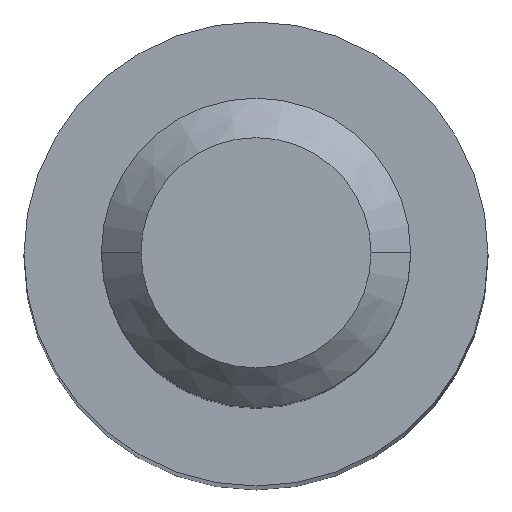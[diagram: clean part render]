
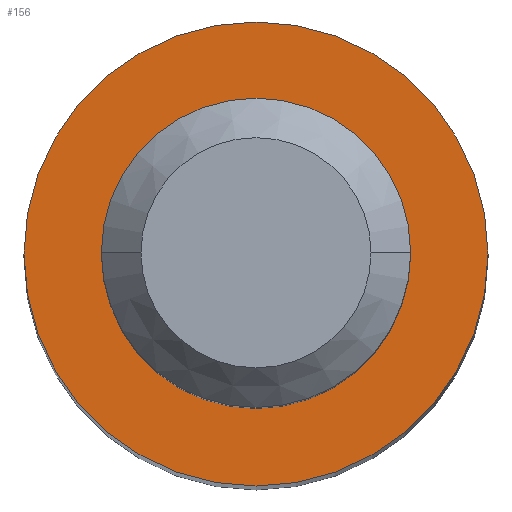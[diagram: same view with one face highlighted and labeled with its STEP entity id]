
A CAD part, top view. The second image highlights one B-rep face of the part: STEP entity #156.
In plain terms, the highlighted planar face has unit normal (0, 0, 1).
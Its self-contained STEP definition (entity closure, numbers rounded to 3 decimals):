
#77=CARTESIAN_POINT('POINT5',(4.763,0.,0.
   ));
#78=VERTEX_POINT('VERTEX5',#77);
#79=CARTESIAN_POINT('POINT6',(-4.763,0.,
   0.));
#80=VERTEX_POINT('VERTEX6',#79);
#81=CARTESIAN_POINT('POS10',(0.,
   0.,0.));
#82=DIRECTION('DIR17',(0.,0.,-1.));
#83=DIRECTION('DIR18',(1.,0.,0.));
#84=AXIS2_PLACEMENT_3D('AXIS8',#81,#82,#83);
#85=CIRCLE('ELLIPSE5',#84,4.763);
#86=EDGE_CURVE('EDGE7',#78,#80,#85,.T.);
#111=CARTESIAN_POINT('POS14',(0.,
   0.,0.));
#112=DIRECTION('DIR23',(0.,0.,1.));
#113=DIRECTION('DIR24',(1.,0.,0.));
#114=AXIS2_PLACEMENT_3D('AXIS10',#111,#112,#113);
#115=CIRCLE('ELLIPSE6',#114,4.763);
#116=EDGE_CURVE('EDGE10',#78,#80,#115,.T.);
#127=CARTESIAN_POINT('POINT7',(2.413,0.,0.)
   );
#128=VERTEX_POINT('VERTEX7',#127);
#129=CARTESIAN_POINT('POINT8',(-2.413,0.,0.));
#130=VERTEX_POINT('VERTEX8',#129);
#131=CARTESIAN_POINT('POS16',(0.,0.,0.));
#132=DIRECTION('DIR27',(0.,0.,-1.));
#133=DIRECTION('DIR28',(1.,0.,0.));
#134=AXIS2_PLACEMENT_3D('AXIS12',#131,#132,#133);
#135=CIRCLE('ELLIPSE7',#134,2.413);
#136=EDGE_CURVE('EDGE11',#128,#130,#135,.T.);
#137=ORIENTED_EDGE('COEDGE19',*,*,#136,.T.);
#138=CARTESIAN_POINT('POS17',(0.,0.,0.));
#139=DIRECTION('DIR29',(0.,0.,1.));
#140=DIRECTION('DIR30',(1.,0.,0.));
#141=AXIS2_PLACEMENT_3D('AXIS13',#138,#139,#140);
#142=CIRCLE('ELLIPSE8',#141,2.413);
#143=EDGE_CURVE('EDGE12',#128,#130,#142,.T.);
#144=ORIENTED_EDGE('COEDGE20',*,*,#143,.F.);
#145=EDGE_LOOP('NONE',(#137,#144));
#146=FACE_BOUND('LOOP1',#145,.T.);
#147=ORIENTED_EDGE('COEDGE21',*,*,#116,.T.);
#148=ORIENTED_EDGE('COEDGE22',*,*,#86,.F.);
#149=EDGE_LOOP('NONE',(#147,#148));
#150=FACE_BOUND('LOOP1',#149,.T.);
#151=CARTESIAN_POINT('POS18',(0.,0.,0.));
#152=DIRECTION('DIR31',(0.,0.,1.));
#153=DIRECTION('DIR32',(1.,0.,0.));
#154=AXIS2_PLACEMENT_3D('AXIS14',#151,#152,#153);
#155=PLANE('PLANE2',#154);
#156=ADVANCED_FACE('FACE6',(#146,#150),#155,.T.);
